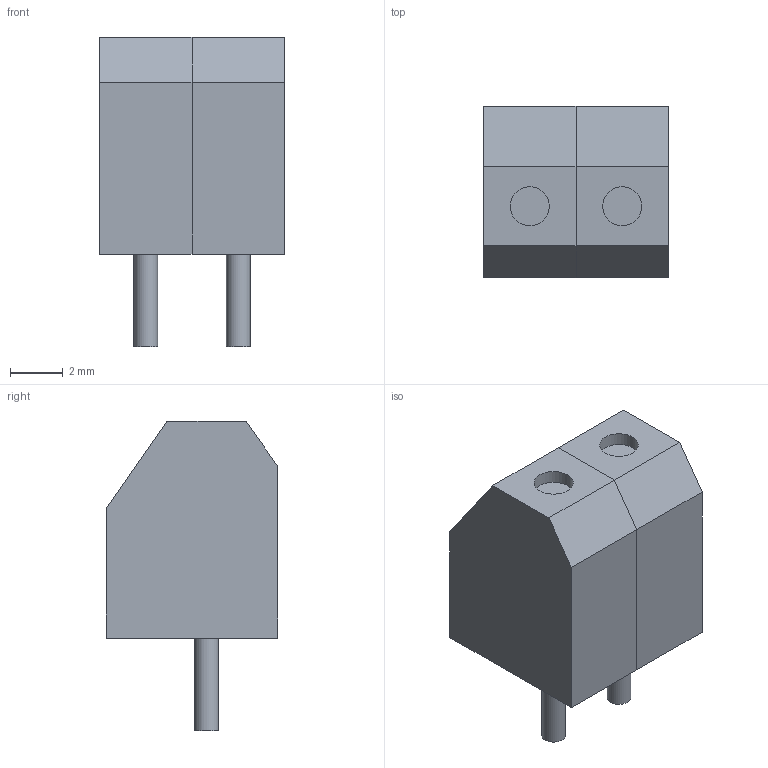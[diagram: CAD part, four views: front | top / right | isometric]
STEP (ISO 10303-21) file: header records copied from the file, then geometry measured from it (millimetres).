
FILE_DESCRIPTION(/* description */ ('Alibre Inc.'),/* implementation_level */ '2;1');
FILE_NAME(/* name */ 'export0',/* time_stamp */ '2013-03-13T06:00:39-07:00',/* author */ (''),/* organization */ (''),/* preprocessor_version */ 'ST-DEVELOPER v14',/* originating_system */ 'Alibre',/* authorisation */ '');
FILE_SCHEMA (('AUTOMOTIVE_DESIGN'));
Length unit declared in the file: centimetre
Bounding box: 7 x 6.5 x 11.7 mm (x, y, z)
Volume: 339 mm3; surface area: 413.7 mm2
Topology: 2 solids, 2 shells, 28 faces, 54 edges, 36 vertices
Faces by surface type: plane 22, cylinder 6
Full cylindrical faces by diameter (mm): 0.9 x2, 1.477 x2, 1.998 x2
Entity records: 401 total; most frequent: CARTESIAN_POINT 60, DIRECTION 55, ORIENTED_EDGE 48, EDGE_CURVE 24, AXIS2_PLACEMENT_3D 24, EDGE_LOOP 20, FACE_BOUND 20, VECTOR 18
